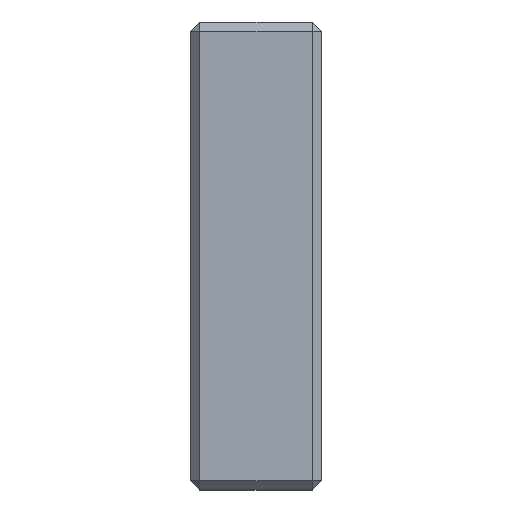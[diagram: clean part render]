
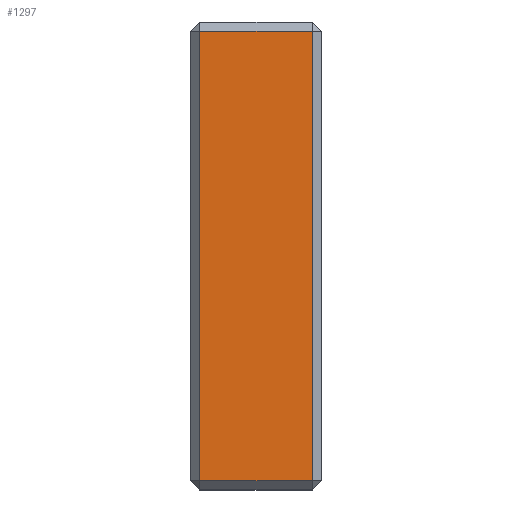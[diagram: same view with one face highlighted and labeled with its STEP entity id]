
A CAD part, left-side view. The second image highlights one B-rep face of the part: STEP entity #1297.
In plain terms, the highlighted planar face has unit normal (-1, 0, 0).
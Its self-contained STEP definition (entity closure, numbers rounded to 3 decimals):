
#113 = DIRECTION ( 'NONE',  ( 0., -1., 0. ) ) ;
#229 = AXIS2_PLACEMENT_3D ( 'NONE', #2390, #2558, #2183 ) ;
#246 = ORIENTED_EDGE ( 'NONE', *, *, #988, .T. ) ;
#279 = DIRECTION ( 'NONE',  ( 0., 1., 0. ) ) ;
#307 = VECTOR ( 'NONE', #677, 1000. ) ;
#398 = LINE ( 'NONE', #844, #413 ) ;
#413 = VECTOR ( 'NONE', #2540, 1000. ) ;
#614 = EDGE_LOOP ( 'NONE', ( #1196, #1651, #654, #246 ) ) ;
#654 = ORIENTED_EDGE ( 'NONE', *, *, #2567, .T. ) ;
#677 = DIRECTION ( 'NONE',  ( 0., 0., -1. ) ) ;
#844 = CARTESIAN_POINT ( 'NONE',  ( -212.5, -12., 50. ) ) ;
#845 = VECTOR ( 'NONE', #113, 1000. ) ;
#913 = CARTESIAN_POINT ( 'NONE',  ( -212.5, -12., -48. ) ) ;
#988 = EDGE_CURVE ( 'NONE', #2499, #1867, #398, .T. ) ;
#1001 = VERTEX_POINT ( 'NONE', #1520 ) ;
#1126 = PLANE ( 'NONE',  #229 ) ;
#1196 = ORIENTED_EDGE ( 'NONE', *, *, #2333, .T. ) ;
#1204 = VECTOR ( 'NONE', #279, 1000. ) ;
#1266 = CARTESIAN_POINT ( 'NONE',  ( -212.5, 12., -50. ) ) ;
#1297 = ADVANCED_FACE ( 'NONE', ( #1838 ), #1126, .F. ) ;
#1348 = CARTESIAN_POINT ( 'NONE',  ( -212.5, 14., -48. ) ) ;
#1518 = CARTESIAN_POINT ( 'NONE',  ( -212.5, 14., 48. ) ) ;
#1520 = CARTESIAN_POINT ( 'NONE',  ( -212.5, 12., -48. ) ) ;
#1539 = CARTESIAN_POINT ( 'NONE',  ( -212.5, 12., 48. ) ) ;
#1560 = LINE ( 'NONE', #1266, #307 ) ;
#1651 = ORIENTED_EDGE ( 'NONE', *, *, #2452, .T. ) ;
#1834 = VERTEX_POINT ( 'NONE', #1539 ) ;
#1838 = FACE_OUTER_BOUND ( 'NONE', #614, .T. ) ;
#1867 = VERTEX_POINT ( 'NONE', #2016 ) ;
#1946 = LINE ( 'NONE', #1348, #845 ) ;
#2016 = CARTESIAN_POINT ( 'NONE',  ( -212.5, -12., 48. ) ) ;
#2030 = LINE ( 'NONE', #1518, #1204 ) ;
#2183 = DIRECTION ( 'NONE',  ( 0., 0., -1. ) ) ;
#2333 = EDGE_CURVE ( 'NONE', #1867, #1834, #2030, .T. ) ;
#2390 = CARTESIAN_POINT ( 'NONE',  ( -212.5, 14., 50. ) ) ;
#2452 = EDGE_CURVE ( 'NONE', #1834, #1001, #1560, .T. ) ;
#2499 = VERTEX_POINT ( 'NONE', #913 ) ;
#2540 = DIRECTION ( 'NONE',  ( 0., 0., 1. ) ) ;
#2558 = DIRECTION ( 'NONE',  ( 1., 0., 0. ) ) ;
#2567 = EDGE_CURVE ( 'NONE', #1001, #2499, #1946, .T. ) ;
